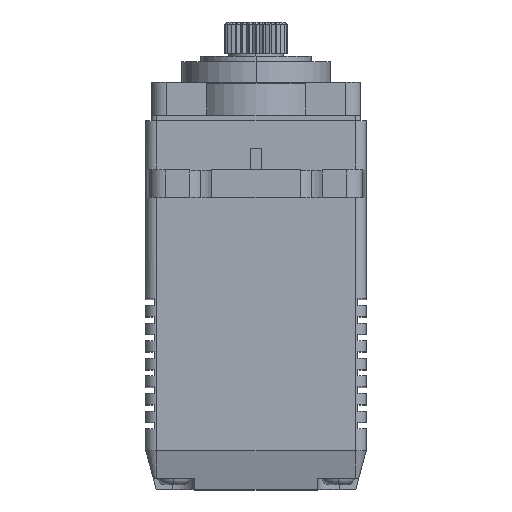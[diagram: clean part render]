
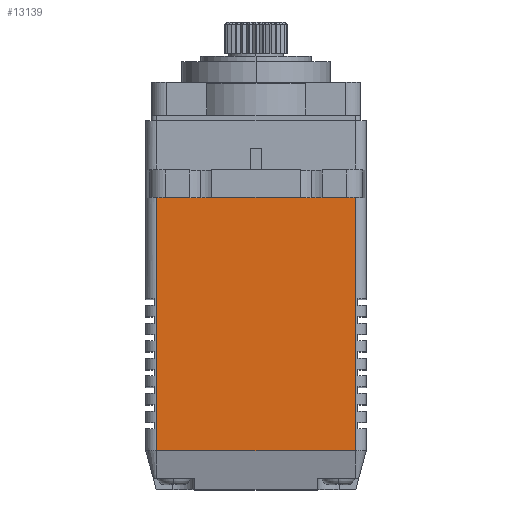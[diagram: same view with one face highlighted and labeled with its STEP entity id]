
A CAD part, top view. The second image highlights one B-rep face of the part: STEP entity #13139.
In plain terms, the highlighted planar face has unit normal (0, 0, 1).
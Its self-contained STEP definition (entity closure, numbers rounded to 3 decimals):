
#864 = VECTOR ( 'NONE', #5603, 1000. ) ;
#1195 = LINE ( 'NONE', #15337, #10537 ) ;
#2080 = EDGE_CURVE ( 'NONE', #12098, #13961, #3624, .T. ) ;
#2255 = EDGE_LOOP ( 'NONE', ( #9840, #15166, #5103, #14094 ) ) ;
#3624 = LINE ( 'NONE', #12905, #19480 ) ;
#4178 = VERTEX_POINT ( 'NONE', #19290 ) ;
#4361 = EDGE_CURVE ( 'NONE', #4178, #13961, #19129, .T. ) ;
#4488 = VERTEX_POINT ( 'NONE', #15557 ) ;
#5103 = ORIENTED_EDGE ( 'NONE', *, *, #10357, .T. ) ;
#5603 = DIRECTION ( 'NONE',  ( 1., 0., 0. ) ) ;
#6702 = DIRECTION ( 'NONE',  ( 0., 0., -1. ) ) ;
#6912 = PLANE ( 'NONE',  #16440 ) ;
#7777 = LINE ( 'NONE', #13220, #19801 ) ;
#8418 = DIRECTION ( 'NONE',  ( 0., 1., 0. ) ) ;
#8923 = CARTESIAN_POINT ( 'NONE',  ( 9., 23., 20. ) ) ;
#9840 = ORIENTED_EDGE ( 'NONE', *, *, #2080, .T. ) ;
#10357 = EDGE_CURVE ( 'NONE', #4178, #4488, #7777, .T. ) ;
#10511 = DIRECTION ( 'NONE',  ( 0., -1., 0. ) ) ;
#10537 = VECTOR ( 'NONE', #19792, 1000. ) ;
#11319 = DIRECTION ( 'NONE',  ( -1., 0., 0. ) ) ;
#11672 = EDGE_CURVE ( 'NONE', #4488, #12098, #1195, .T. ) ;
#12098 = VERTEX_POINT ( 'NONE', #12732 ) ;
#12732 = CARTESIAN_POINT ( 'NONE',  ( 9., 0., 20. ) ) ;
#12905 = CARTESIAN_POINT ( 'NONE',  ( 9., 30., 20. ) ) ;
#13139 = ADVANCED_FACE ( 'NONE', ( #17637 ), #6912, .F. ) ;
#13220 = CARTESIAN_POINT ( 'NONE',  ( -9., 30., 20. ) ) ;
#13961 = VERTEX_POINT ( 'NONE', #8923 ) ;
#14094 = ORIENTED_EDGE ( 'NONE', *, *, #11672, .T. ) ;
#15166 = ORIENTED_EDGE ( 'NONE', *, *, #4361, .F. ) ;
#15337 = CARTESIAN_POINT ( 'NONE',  ( -10., 0., 20. ) ) ;
#15557 = CARTESIAN_POINT ( 'NONE',  ( -9., 0., 20. ) ) ;
#16440 = AXIS2_PLACEMENT_3D ( 'NONE', #19103, #6702, #11319 ) ;
#17637 = FACE_OUTER_BOUND ( 'NONE', #2255, .T. ) ;
#19103 = CARTESIAN_POINT ( 'NONE',  ( -10., 30., 20. ) ) ;
#19129 = LINE ( 'NONE', #19491, #864 ) ;
#19290 = CARTESIAN_POINT ( 'NONE',  ( -9., 23., 20. ) ) ;
#19480 = VECTOR ( 'NONE', #8418, 1000. ) ;
#19491 = CARTESIAN_POINT ( 'NONE',  ( 9., 23., 20. ) ) ;
#19792 = DIRECTION ( 'NONE',  ( 1., 0., 0. ) ) ;
#19801 = VECTOR ( 'NONE', #10511, 1000. ) ;
